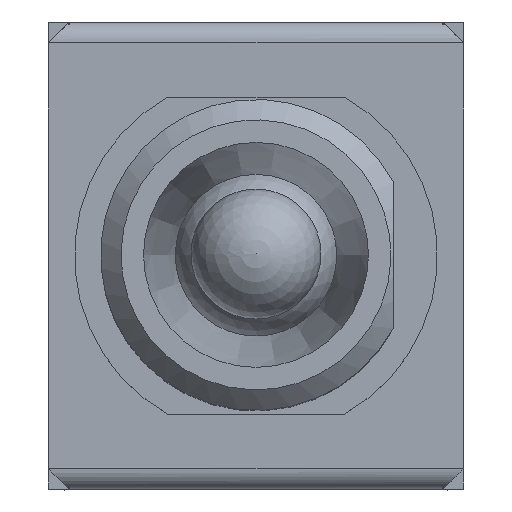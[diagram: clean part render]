
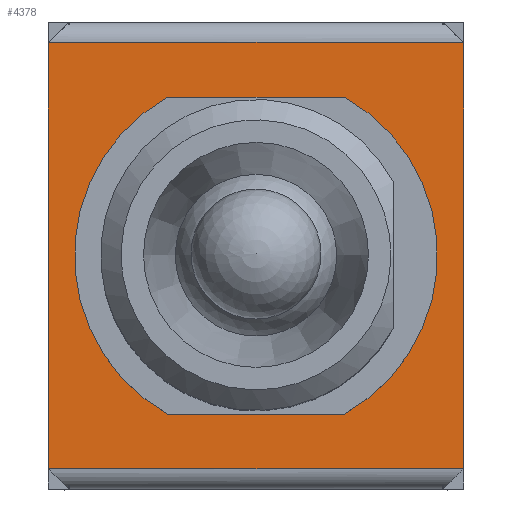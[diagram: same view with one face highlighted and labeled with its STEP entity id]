
A CAD part, top view. The second image highlights one B-rep face of the part: STEP entity #4378.
In plain terms, the highlighted planar face has unit normal (0, 0, 1).
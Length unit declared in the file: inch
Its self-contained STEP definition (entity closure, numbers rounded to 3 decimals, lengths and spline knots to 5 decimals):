
#118=FACE_BOUND('',#628,.T.);
#165=CIRCLE('',#4524,0.13976);
#167=CIRCLE('',#4528,0.13976);
#389=FACE_OUTER_BOUND('',#627,.T.);
#627=EDGE_LOOP('',(#3532,#3533,#3534,#3535,#3536,#3537,#3538,#3539));
#628=EDGE_LOOP('',(#3540,#3541,#3542,#3543));
#757=LINE('',#6053,#1236);
#760=LINE('',#6062,#1239);
#979=LINE('',#7774,#1458);
#983=LINE('',#7783,#1462);
#1010=LINE('',#7842,#1489);
#1012=LINE('',#7848,#1491);
#1015=LINE('',#7853,#1494);
#1016=LINE('',#7855,#1495);
#1017=LINE('',#7857,#1496);
#1018=LINE('',#7858,#1497);
#1236=VECTOR('',#4903,0.3937);
#1239=VECTOR('',#4914,0.3937);
#1458=VECTOR('',#5477,0.3937);
#1462=VECTOR('',#5485,0.3937);
#1489=VECTOR('',#5524,0.3937);
#1491=VECTOR('',#5530,0.3937);
#1494=VECTOR('',#5535,0.3937);
#1495=VECTOR('',#5536,0.3937);
#1496=VECTOR('',#5537,0.3937);
#1497=VECTOR('',#5538,0.3937);
#1712=VERTEX_POINT('',#6043);
#1713=VERTEX_POINT('',#6045);
#1715=VERTEX_POINT('',#6051);
#1717=VERTEX_POINT('',#6057);
#1966=VERTEX_POINT('',#7771);
#1967=VERTEX_POINT('',#7773);
#1970=VERTEX_POINT('',#7781);
#1995=VERTEX_POINT('',#7839);
#1996=VERTEX_POINT('',#7841);
#1998=VERTEX_POINT('',#7847);
#2000=VERTEX_POINT('',#7854);
#2001=VERTEX_POINT('',#7856);
#2147=EDGE_CURVE('',#1713,#1712,#165,.T.);
#2151=EDGE_CURVE('',#1712,#1715,#757,.T.);
#2154=EDGE_CURVE('',#1715,#1717,#167,.T.);
#2156=EDGE_CURVE('',#1717,#1713,#760,.T.);
#2510=EDGE_CURVE('',#1966,#1967,#979,.T.);
#2515=EDGE_CURVE('',#1970,#1966,#983,.T.);
#2545=EDGE_CURVE('',#1995,#1996,#1010,.T.);
#2548=EDGE_CURVE('',#1996,#1998,#1012,.T.);
#2551=EDGE_CURVE('',#1998,#1970,#1015,.T.);
#2552=EDGE_CURVE('',#2000,#1995,#1016,.T.);
#2553=EDGE_CURVE('',#2001,#2000,#1017,.T.);
#2554=EDGE_CURVE('',#1967,#2001,#1018,.T.);
#3532=ORIENTED_EDGE('',*,*,#2510,.F.);
#3533=ORIENTED_EDGE('',*,*,#2515,.F.);
#3534=ORIENTED_EDGE('',*,*,#2551,.F.);
#3535=ORIENTED_EDGE('',*,*,#2548,.F.);
#3536=ORIENTED_EDGE('',*,*,#2545,.F.);
#3537=ORIENTED_EDGE('',*,*,#2552,.F.);
#3538=ORIENTED_EDGE('',*,*,#2553,.F.);
#3539=ORIENTED_EDGE('',*,*,#2554,.F.);
#3540=ORIENTED_EDGE('',*,*,#2147,.T.);
#3541=ORIENTED_EDGE('',*,*,#2151,.T.);
#3542=ORIENTED_EDGE('',*,*,#2154,.T.);
#3543=ORIENTED_EDGE('',*,*,#2156,.T.);
#4157=PLANE('',#4712);
#4378=ADVANCED_FACE('',(#389,#118),#4157,.T.);
#4524=AXIS2_PLACEMENT_3D('',#6046,#4896,#4897);
#4528=AXIS2_PLACEMENT_3D('',#6059,#4909,#4910);
#4712=AXIS2_PLACEMENT_3D('',#7852,#5533,#5534);
#4896=DIRECTION('center_axis',(0.,0.,
-1.));
#4897=DIRECTION('ref_axis',(-0.487,0.873,0.));
#4903=DIRECTION('',(-1.,0.,0.));
#4909=DIRECTION('center_axis',(0.,0.,
-1.));
#4910=DIRECTION('ref_axis',(0.487,-0.873,0.));
#4914=DIRECTION('',(1.,0.,0.));
#5477=DIRECTION('',(1.,0.,0.));
#5485=DIRECTION('',(0.707,0.707,0.));
#5524=DIRECTION('',(-1.,0.,0.));
#5530=DIRECTION('',(-0.707,0.707,0.));
#5533=DIRECTION('center_axis',(0.,0.,
1.));
#5534=DIRECTION('ref_axis',(1.,0.,0.));
#5535=DIRECTION('',(0.,1.,0.));
#5536=DIRECTION('',(-0.707,-0.707,0.));
#5537=DIRECTION('',(0.,-1.,0.));
#5538=DIRECTION('',(0.707,-0.707,0.));
#6043=CARTESIAN_POINT('',(0.06811,-0.12205,0.28858));
#6045=CARTESIAN_POINT('',(0.06811,0.12205,0.28858));
#6046=CARTESIAN_POINT('Origin',(0.,0.,
0.28858));
#6051=CARTESIAN_POINT('',(-0.06811,-0.12205,0.28858));
#6053=CARTESIAN_POINT('',(0.03405,-0.12205,0.28858));
#6057=CARTESIAN_POINT('',(-0.06811,0.12205,0.28858));
#6059=CARTESIAN_POINT('Origin',(0.,0.,
0.28858));
#6062=CARTESIAN_POINT('',(-0.03405,0.12205,0.28858));
#7771=CARTESIAN_POINT('',(-0.15965,0.16417,0.28858));
#7773=CARTESIAN_POINT('',(0.15965,0.16417,0.28858));
#7774=CARTESIAN_POINT('',(-0.08002,0.16417,0.28858));
#7781=CARTESIAN_POINT('',(-0.16004,0.16378,0.28858));
#7783=CARTESIAN_POINT('',(-0.15694,0.16688,0.28858));
#7839=CARTESIAN_POINT('',(0.15965,-0.16417,0.28858));
#7841=CARTESIAN_POINT('',(-0.15965,-0.16417,0.28858));
#7842=CARTESIAN_POINT('',(0.08002,-0.16417,0.28858));
#7847=CARTESIAN_POINT('',(-0.16004,-0.16378,0.28858));
#7848=CARTESIAN_POINT('',(-0.15694,-0.16688,0.28858));
#7852=CARTESIAN_POINT('Origin',(0.,0.,
0.28858));
#7853=CARTESIAN_POINT('',(-0.16004,-0.17992,0.28858));
#7854=CARTESIAN_POINT('',(0.16004,-0.16378,0.28858));
#7855=CARTESIAN_POINT('',(0.15694,-0.16688,0.28858));
#7856=CARTESIAN_POINT('',(0.16004,0.16378,0.28858));
#7857=CARTESIAN_POINT('',(0.16004,0.17992,0.28858));
#7858=CARTESIAN_POINT('',(0.15694,0.16688,0.28858));
